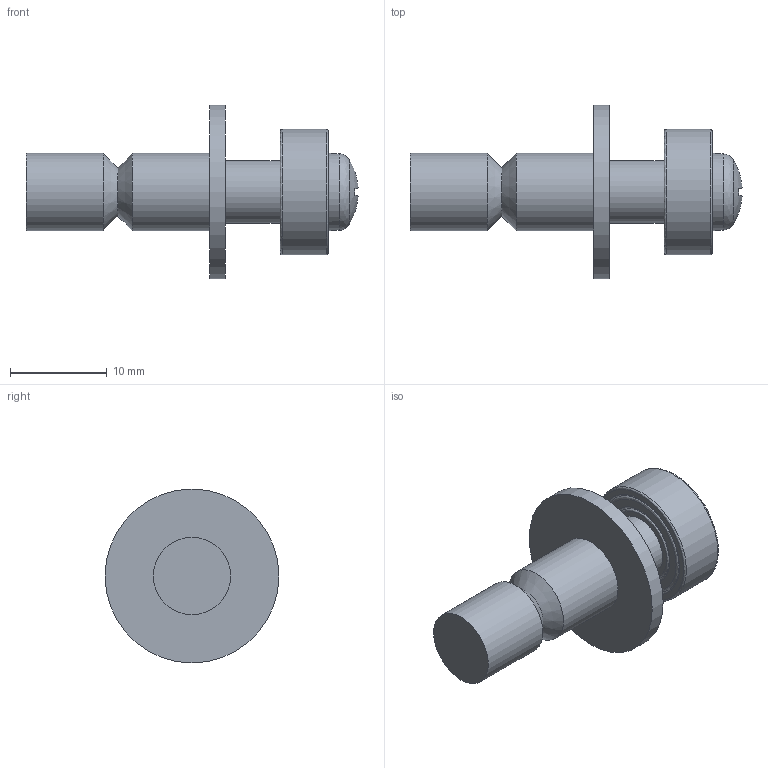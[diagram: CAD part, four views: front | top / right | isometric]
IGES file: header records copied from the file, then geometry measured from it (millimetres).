
Global section: file name: 700026.stp.ipt; native system: Autodesk Inventor 2014; preprocessor: unknown; author: zeman; date: 20151016.101957; units: millimetre
Bounding box: 34.37 x 18 x 18 mm (x, y, z)
Volume: 2114.6 mm3; surface area: 2808.2 mm2
Topology: 13 solids, 13 shells, 85 faces, 222 edges, 154 vertices
Faces by surface type: revolution 31, plane 24, cylinder 12, cone 9, sphere 7, bspline 2
Full cylindrical faces by diameter (mm): 3.621 x1, 4 x1, 6 x1, 6.5 x1, 8 x4, 11 x2, 13 x1, 18 x1
